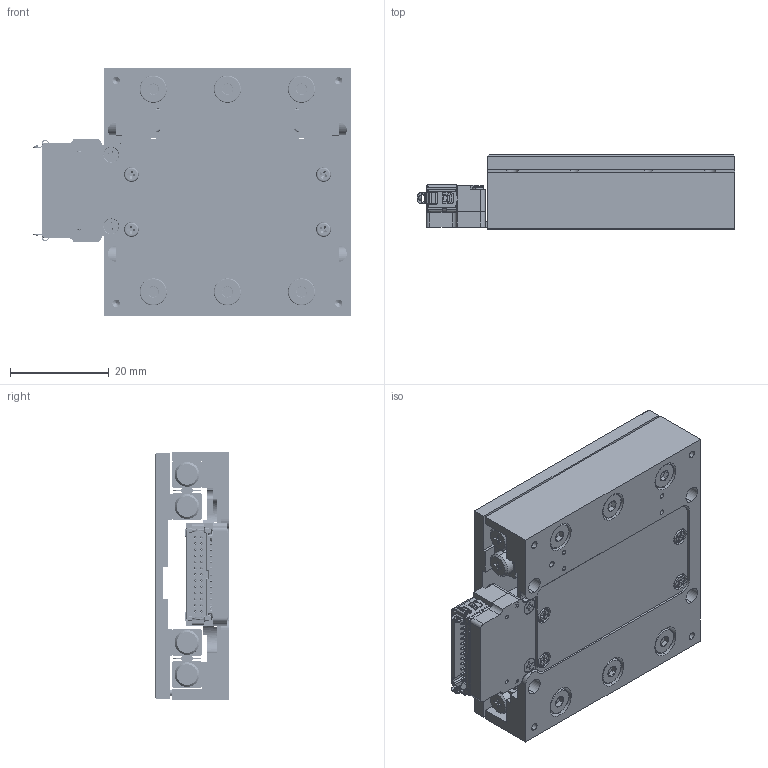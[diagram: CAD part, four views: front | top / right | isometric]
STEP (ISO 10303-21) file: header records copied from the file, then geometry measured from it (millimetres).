
FILE_DESCRIPTION (( 'STEP AP214' ), '1' );
FILE_NAME ('PPS-50-11XXX-E.STEP', '2024-01-08T21:57:19', ( '' ), ( '' ), 'SwSTEP 2.0', 'SolidWorks 2023', '' );
FILE_SCHEMA (( 'AUTOMOTIVE_DESIGN' ));
Length unit declared in the file: millimetre
Products named in the file (19): SCREW, MS-PPH, M-JCIS_M1.2 x 0.25 x 3mm; SCREW, MS-PPH, M-JCIS_M1 x 0.25 x 2mm; SCREW, MS-PPH, M-JCIS_M2 x 0.4 x 3mm; 130325 Bearing, Slide Way, NB, SV2000_SV 2045; PPS-50-11XXX-E; 92010A779_MS-PFH, M-DIN, M1.6x0.35x4mm_92010A779; 431768 26Pin Connector Short Housing, Mountable Base; PPS-50LM, Base_Master Part_L50; Cage, Slide Way, NB, SV2000_SV 2045-8Z; g125-mh12605l3_Board Mount with Latches, 26 Pin, Male; 410185-301 26Pin Gecko with Latches, Short Stage Version, 3Pin Motor, 10Pin Enc, PCBA_3Pin Version ; Screw, SHCS-L, M-DIN_M3 x 0.5 x 08mm; SM10B-SURS-TF; PPS-50LM, Carriage_Master Part_50; SCREW, MS-PPH, M-JCIS_M2.5 x 0.45 x 6mm; 431769 26Pin Connector Short Housing, Cover; PPS-50 Demo Cavity Cover; 410184-301 26Pin Gecko with Latches, Short Stage Version, 3Pin Motor, 10Pin Enc, PCB; SCREW, MS-PPH, M-JCIS_M1.6 x 0.35 x 6mm
Assembly tree (38 placements, depth 3):
  PPS-50-11XXX-E
    PPS-50LM, Base_Master Part_L50
    PPS-50LM, Carriage_Master Part_50
    130325 Bearing, Slide Way, NB, SV2000_SV 2045  x4
    Cage, Slide Way, NB, SV2000_SV 2045-8Z  x2
    SCREW, MS-PPH, M-JCIS_M1.2 x 0.25 x 3mm
    SCREW, MS-PPH, M-JCIS_M2.5 x 0.45 x 6mm  x6
    Screw, SHCS-L, M-DIN_M3 x 0.5 x 08mm  x6
    PPS-50 Demo Cavity Cover
    SCREW, MS-PPH, M-JCIS_M2 x 0.4 x 3mm  x4
    92010A779_MS-PFH, M-DIN, M1.6x0.35x4mm_92010A779  x2
    410185-301 26Pin Gecko with Latches, Short Stage Version, 3Pin Motor, 10Pin Enc, PCBA_3Pin Version 
      431768 26Pin Connector Short Housing, Mountable Base
      410184-301 26Pin Gecko with Latches, Short Stage Version, 3Pin Motor, 10Pin Enc, PCB
      g125-mh12605l3_Board Mount with Latches, 26 Pin, Male
      SM10B-SURS-TF
      431769 26Pin Connector Short Housing, Cover
      SCREW, MS-PPH, M-JCIS_M1.6 x 0.35 x 6mm  x2
      SCREW, MS-PPH, M-JCIS_M1 x 0.25 x 2mm  x2
Bounding box: 64.32 x 15 x 50 mm (x, y, z)
Volume: 24033.2 mm3; surface area: 26762.5 mm2
Topology: 75 solids, 75 shells, 6219 faces, 14583 edges, 8429 vertices
Faces by surface type: bspline 2748, plane 1797, cylinder 1053, torus 484, cone 137
Entity records: 279946 total; most frequent: CARTESIAN_POINT 171700, ORIENTED_EDGE 25432, DIRECTION 18211, EDGE_CURVE 12716, VERTEX_POINT 7333, AXIS2_PLACEMENT_3D 7153, EDGE_LOOP 5707, ADVANCED_FACE 5493
